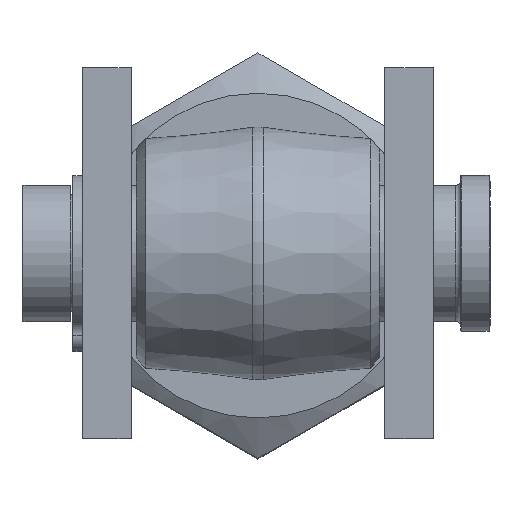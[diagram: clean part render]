
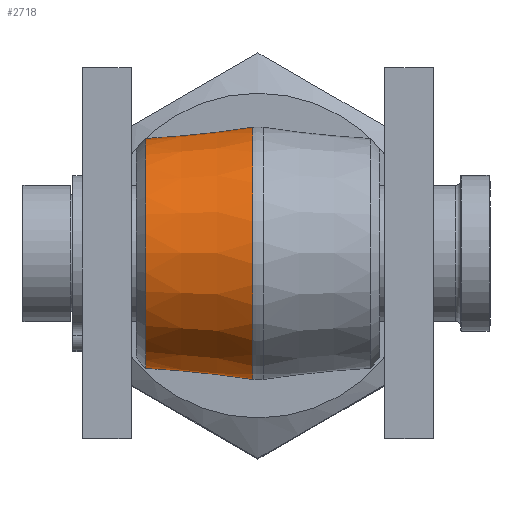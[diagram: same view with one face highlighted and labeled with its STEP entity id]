
A CAD part, top view. The second image highlights one B-rep face of the part: STEP entity #2718.
In plain terms, the highlighted conical face has half-angle 6 degrees and reference radius 13 mm.
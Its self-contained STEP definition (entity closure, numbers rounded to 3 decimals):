
#138=CONICAL_SURFACE('',#3005,13.,0.105);
#246=FACE_OUTER_BOUND('',#403,.T.);
#403=EDGE_LOOP('',(#2288,#2289,#2290,#2291,#2292,#2293,#2294));
#471=CIRCLE('',#2987,11.791);
#479=CIRCLE('',#3006,12.945);
#679=B_SPLINE_CURVE_WITH_KNOTS('',3,(#7901,#7902,#7903,#7904,#7905,#7906),
 .UNSPECIFIED.,.F.,.F.,(4,2,4),(0.,0.,0.002),
 .UNSPECIFIED.);
#691=B_SPLINE_CURVE_WITH_KNOTS('',3,(#8048,#8049,#8050,#8051),
 .UNSPECIFIED.,.F.,.F.,(4,4),(7.819,7.85),
 .UNSPECIFIED.);
#735=B_SPLINE_CURVE_WITH_KNOTS('',3,(#14385,#14386,#14387,#14388,#14389,
#14390,#14391,#14392),.UNSPECIFIED.,.F.,.F.,(4,1,1,1,1,4),(-1.576,
-1.161,-0.697,-0.465,-0.232,
0.),.UNSPECIFIED.);
#745=B_SPLINE_CURVE_WITH_KNOTS('',3,(#14522,#14523,#14524,#14525,#14526,
#14527),.UNSPECIFIED.,.F.,.F.,(4,1,1,4),(-6.324,-6.165,
-6.006,-5.768),.UNSPECIFIED.);
#746=B_SPLINE_CURVE_WITH_KNOTS('',3,(#14553,#14554,#14555,#14556,#14557),
 .UNSPECIFIED.,.F.,.F.,(4,1,4),(-5.734,-5.29,-4.748),
 .UNSPECIFIED.);
#1143=VERTEX_POINT('',#7883);
#1144=VERTEX_POINT('',#7900);
#1157=VERTEX_POINT('',#8047);
#1183=VERTEX_POINT('',#14319);
#1184=VERTEX_POINT('',#14330);
#1185=VERTEX_POINT('',#14384);
#1190=VERTEX_POINT('',#14520);
#1484=EDGE_CURVE('',#1144,#1143,#679,.T.);
#1499=EDGE_CURVE('',#1157,#1144,#691,.T.);
#1548=EDGE_CURVE('',#1183,#1184,#471,.T.);
#1550=EDGE_CURVE('',#1184,#1185,#735,.T.);
#1563=EDGE_CURVE('',#1190,#1143,#745,.T.);
#1564=EDGE_CURVE('',#1157,#1183,#746,.T.);
#1572=EDGE_CURVE('',#1185,#1190,#479,.T.);
#2288=ORIENTED_EDGE('',*,*,#1484,.T.);
#2289=ORIENTED_EDGE('',*,*,#1563,.F.);
#2290=ORIENTED_EDGE('',*,*,#1572,.F.);
#2291=ORIENTED_EDGE('',*,*,#1550,.F.);
#2292=ORIENTED_EDGE('',*,*,#1548,.F.);
#2293=ORIENTED_EDGE('',*,*,#1564,.F.);
#2294=ORIENTED_EDGE('',*,*,#1499,.T.);
#2718=ADVANCED_FACE('',(#246),#138,.T.);
#2987=AXIS2_PLACEMENT_3D('',#14331,#3365,#3366);
#3005=AXIS2_PLACEMENT_3D('',#14612,#3402,#3403);
#3006=AXIS2_PLACEMENT_3D('',#14613,#3404,#3405);
#3365=DIRECTION('center_axis',(0.,0.,1.));
#3366=DIRECTION('ref_axis',(-1.,0.,0.));
#3402=DIRECTION('center_axis',(0.,0.,-1.));
#3403=DIRECTION('ref_axis',(-1.,0.,0.));
#3404=DIRECTION('center_axis',(0.,0.,-1.));
#3405=DIRECTION('ref_axis',(-1.,0.,0.));
#7883=CARTESIAN_POINT('',(6.219,10.748,5.542));
#7900=CARTESIAN_POINT('',(6.22,10.745,5.564));
#7901=CARTESIAN_POINT('Ctrl Pts',(6.22,10.745,5.564));
#7902=CARTESIAN_POINT('Ctrl Pts',(6.22,10.745,5.563));
#7903=CARTESIAN_POINT('Ctrl Pts',(6.22,10.745,5.563));
#7904=CARTESIAN_POINT('Ctrl Pts',(6.219,10.746,5.555));
#7905=CARTESIAN_POINT('Ctrl Pts',(6.219,10.747,5.548));
#7906=CARTESIAN_POINT('Ctrl Pts',(6.219,10.748,5.542));
#8047=CARTESIAN_POINT('',(6.386,10.618,5.803));
#8048=CARTESIAN_POINT('Ctrl Pts',(6.386,10.618,5.803));
#8049=CARTESIAN_POINT('Ctrl Pts',(6.33,10.661,5.724));
#8050=CARTESIAN_POINT('Ctrl Pts',(6.274,10.703,5.644));
#8051=CARTESIAN_POINT('Ctrl Pts',(6.22,10.745,5.564));
#14319=CARTESIAN_POINT('',(10.87,4.568,11.505));
#14330=CARTESIAN_POINT('',(10.87,-4.568,11.505));
#14331=CARTESIAN_POINT('Origin',(0.,0.,11.505));
#14384=CARTESIAN_POINT('',(4.793,-12.025,0.523));
#14385=CARTESIAN_POINT('Ctrl Pts',(10.87,-4.568,11.505));
#14386=CARTESIAN_POINT('Ctrl Pts',(10.439,-5.727,11.008));
#14387=CARTESIAN_POINT('Ctrl Pts',(9.232,-7.923,9.594));
#14388=CARTESIAN_POINT('Ctrl Pts',(7.304,-9.916,7.209));
#14389=CARTESIAN_POINT('Ctrl Pts',(5.764,-11.108,4.866));
#14390=CARTESIAN_POINT('Ctrl Pts',(4.8,-11.766,2.854));
#14391=CARTESIAN_POINT('Ctrl Pts',(4.669,-11.988,1.285));
#14392=CARTESIAN_POINT('Ctrl Pts',(4.793,-12.025,0.523));
#14520=CARTESIAN_POINT('',(4.793,12.025,0.523));
#14522=CARTESIAN_POINT('Ctrl Pts',(4.793,12.025,0.523));
#14523=CARTESIAN_POINT('Ctrl Pts',(4.708,12.,1.044));
#14524=CARTESIAN_POINT('Ctrl Pts',(4.702,11.883,2.112));
#14525=CARTESIAN_POINT('Ctrl Pts',(5.226,11.471,3.848));
#14526=CARTESIAN_POINT('Ctrl Pts',(5.835,11.045,4.929));
#14527=CARTESIAN_POINT('Ctrl Pts',(6.219,10.748,5.542));
#14553=CARTESIAN_POINT('Ctrl Pts',(6.386,10.618,5.803));
#14554=CARTESIAN_POINT('Ctrl Pts',(7.114,10.042,6.925));
#14555=CARTESIAN_POINT('Ctrl Pts',(8.848,8.452,9.155));
#14556=CARTESIAN_POINT('Ctrl Pts',(10.307,6.083,10.856));
#14557=CARTESIAN_POINT('Ctrl Pts',(10.87,4.568,11.506));
#14612=CARTESIAN_POINT('Origin',(0.,0.,0.));
#14613=CARTESIAN_POINT('Origin',(0.,0.,0.523));
